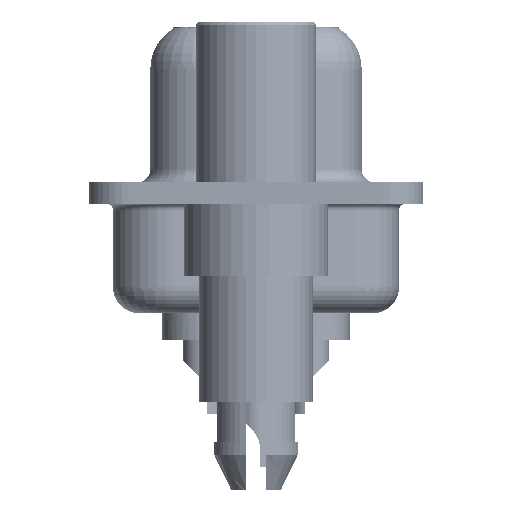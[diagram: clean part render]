
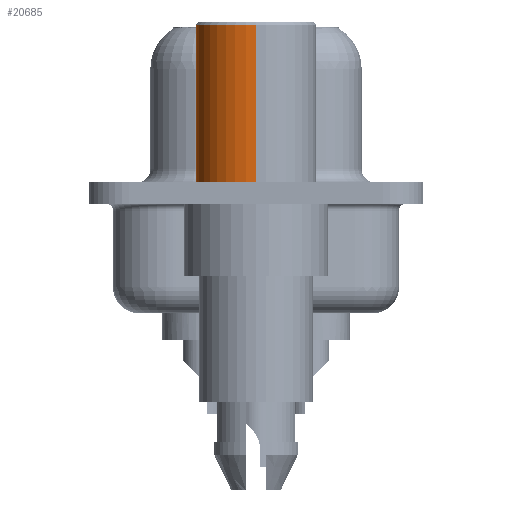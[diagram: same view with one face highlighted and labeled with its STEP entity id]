
A CAD part, left-side view. The second image highlights one B-rep face of the part: STEP entity #20685.
In plain terms, the highlighted cylindrical face has radius 2.25 mm (diameter 4.5 mm), a partial arc.
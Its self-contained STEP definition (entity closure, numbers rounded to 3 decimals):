
#3989 = CIRCLE ( 'NONE', #5262, 2.25 ) ;
#4306 = EDGE_CURVE ( 'NONE', #15310, #4754, #24402, .T. ) ;
#4754 = VERTEX_POINT ( 'NONE', #24561 ) ;
#4945 = ORIENTED_EDGE ( 'NONE', *, *, #19738, .T. ) ;
#5262 = AXIS2_PLACEMENT_3D ( 'NONE', #26228, #37832, #14216 ) ;
#5384 = CARTESIAN_POINT ( 'NONE',  ( 2.25, 0., 6.3 ) ) ;
#6658 = ORIENTED_EDGE ( 'NONE', *, *, #36521, .F. ) ;
#7295 = CARTESIAN_POINT ( 'NONE',  ( -2.25, 0., 0.581 ) ) ;
#8145 = AXIS2_PLACEMENT_3D ( 'NONE', #12978, #24804, #21655 ) ;
#8508 = CARTESIAN_POINT ( 'NONE',  ( 2.25, 0., 0.581 ) ) ;
#9960 = VERTEX_POINT ( 'NONE', #5384 ) ;
#11932 = CARTESIAN_POINT ( 'NONE',  ( -2.25, 0., 0.4 ) ) ;
#12978 = CARTESIAN_POINT ( 'NONE',  ( 0., 0., 0.581 ) ) ;
#13867 = DIRECTION ( 'NONE',  ( 0., 0., 1. ) ) ;
#14216 = DIRECTION ( 'NONE',  ( 1., 0., 0. ) ) ;
#15310 = VERTEX_POINT ( 'NONE', #11932 ) ;
#18903 = CYLINDRICAL_SURFACE ( 'NONE', #8145, 2.25 ) ;
#19738 = EDGE_CURVE ( 'NONE', #29407, #15310, #30533, .T. ) ;
#20533 = VECTOR ( 'NONE', #31080, 1000. ) ;
#20685 = ADVANCED_FACE ( 'NONE', ( #28137 ), #18903, .T. ) ;
#21655 = DIRECTION ( 'NONE',  ( 1., 0., 0. ) ) ;
#23002 = AXIS2_PLACEMENT_3D ( 'NONE', #31961, #13867, #37668 ) ;
#24402 = LINE ( 'NONE', #7295, #20533 ) ;
#24561 = CARTESIAN_POINT ( 'NONE',  ( -2.25, 0., 6.3 ) ) ;
#24804 = DIRECTION ( 'NONE',  ( 0., 0., 1. ) ) ;
#24917 = ORIENTED_EDGE ( 'NONE', *, *, #4306, .T. ) ;
#25174 = ORIENTED_EDGE ( 'NONE', *, *, #31053, .F. ) ;
#26228 = CARTESIAN_POINT ( 'NONE',  ( 0., 0., 6.3 ) ) ;
#27402 = CARTESIAN_POINT ( 'NONE',  ( 2.25, 0., 0.4 ) ) ;
#28137 = FACE_OUTER_BOUND ( 'NONE', #37851, .T. ) ;
#29407 = VERTEX_POINT ( 'NONE', #27402 ) ;
#30533 = CIRCLE ( 'NONE', #23002, 2.25 ) ;
#31053 = EDGE_CURVE ( 'NONE', #29407, #9960, #35445, .T. ) ;
#31080 = DIRECTION ( 'NONE',  ( 0., 0., 1. ) ) ;
#31961 = CARTESIAN_POINT ( 'NONE',  ( 0., 0., 0.4 ) ) ;
#35445 = LINE ( 'NONE', #8508, #38853 ) ;
#36016 = DIRECTION ( 'NONE',  ( 0., 0., 1. ) ) ;
#36521 = EDGE_CURVE ( 'NONE', #9960, #4754, #3989, .T. ) ;
#37668 = DIRECTION ( 'NONE',  ( 1., 0., 0. ) ) ;
#37832 = DIRECTION ( 'NONE',  ( 0., 0., 1. ) ) ;
#37851 = EDGE_LOOP ( 'NONE', ( #4945, #24917, #6658, #25174 ) ) ;
#38853 = VECTOR ( 'NONE', #36016, 1000. ) ;
